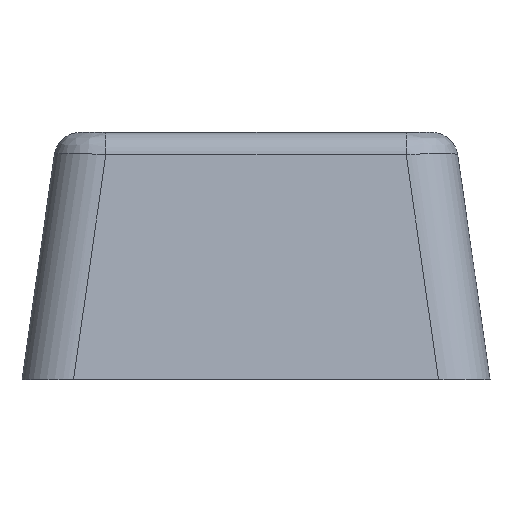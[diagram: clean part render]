
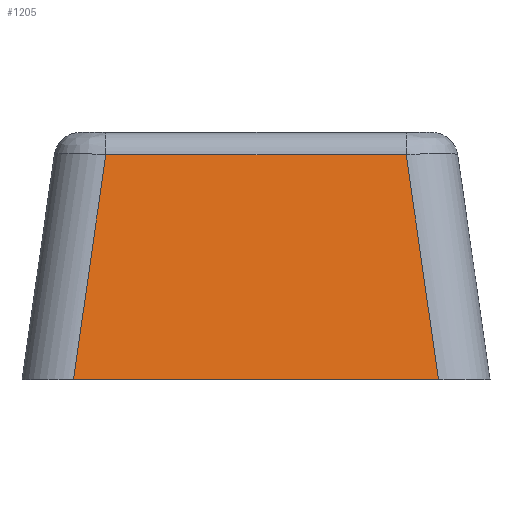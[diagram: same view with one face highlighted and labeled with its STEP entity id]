
A CAD part, left-side view. The second image highlights one B-rep face of the part: STEP entity #1205.
In plain terms, the highlighted planar face has unit normal (-0.99, 0, 0.142).
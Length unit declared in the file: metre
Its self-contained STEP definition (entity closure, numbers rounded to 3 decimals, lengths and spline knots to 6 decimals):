
#73=LINE('',#1811,#220);
#80=LINE('',#1839,#227);
#81=LINE('',#1841,#228);
#82=LINE('',#1843,#229);
#220=VECTOR('',#1441,1.);
#227=VECTOR('',#1464,1.);
#228=VECTOR('',#1465,1.);
#229=VECTOR('',#1466,1.);
#391=ORIENTED_EDGE('',*,*,#731,.T.);
#392=ORIENTED_EDGE('',*,*,#745,.T.);
#393=ORIENTED_EDGE('',*,*,#746,.T.);
#394=ORIENTED_EDGE('',*,*,#747,.T.);
#731=EDGE_CURVE('',#909,#908,#73,.T.);
#745=EDGE_CURVE('',#908,#922,#80,.T.);
#746=EDGE_CURVE('',#922,#923,#81,.F.);
#747=EDGE_CURVE('',#923,#909,#82,.F.);
#908=VERTEX_POINT('',#1810);
#909=VERTEX_POINT('',#1812);
#922=VERTEX_POINT('',#1840);
#923=VERTEX_POINT('',#1842);
#1007=EDGE_LOOP('',(#391,#392,#393,#394));
#1082=FACE_BOUND('',#1007,.T.);
#1153=PLANE('',#1304);
#1205=ADVANCED_FACE('',(#1082),#1153,.T.);
#1304=AXIS2_PLACEMENT_3D('',#1838,#1462,#1463);
#1441=DIRECTION('',(0.,-1.,0.));
#1462=DIRECTION('',(-0.99,0.,0.142));
#1463=DIRECTION('',(0.142,0.,0.99));
#1464=DIRECTION('',(0.141,0.141,0.98));
#1465=DIRECTION('',(0.,-1.,0.));
#1466=DIRECTION('',(0.141,-0.141,0.98));
#1810=CARTESIAN_POINT('',(0.1515,-0.03602,0.));
#1811=CARTESIAN_POINT('',(0.1515,-0.029,0.));
#1812=CARTESIAN_POINT('',(0.1515,-0.02198,0.));
#1838=CARTESIAN_POINT('',(0.1515,-0.038,0.));
#1839=CARTESIAN_POINT('',(0.151461,-0.03606,-0.000273));
#1840=CARTESIAN_POINT('',(0.152743,-0.034777,0.008642));
#1841=CARTESIAN_POINT('',(0.152743,-0.038,0.008642));
#1842=CARTESIAN_POINT('',(0.152743,-0.023223,0.008642));
#1843=CARTESIAN_POINT('',(0.151818,-0.022298,0.002213));
